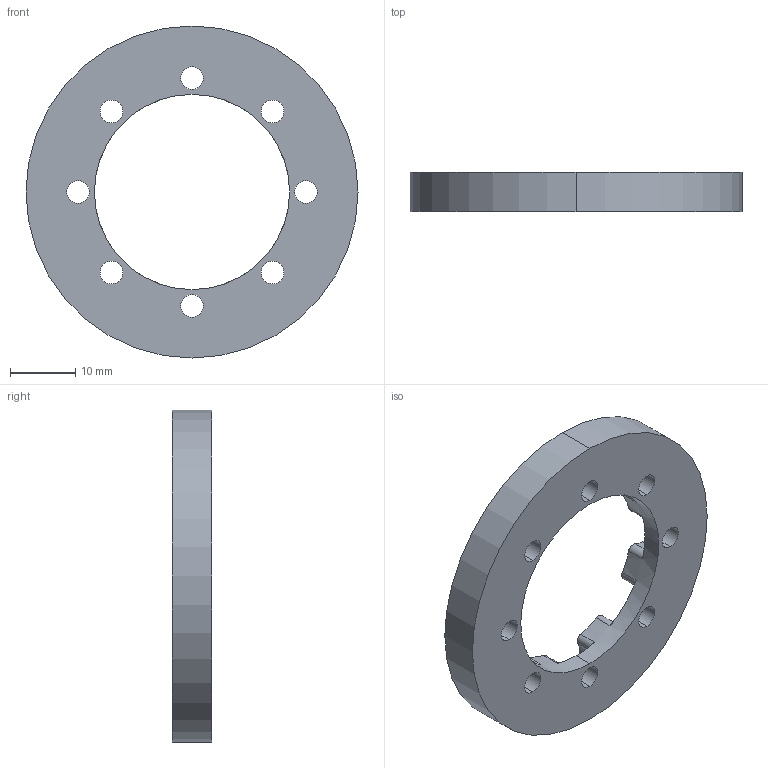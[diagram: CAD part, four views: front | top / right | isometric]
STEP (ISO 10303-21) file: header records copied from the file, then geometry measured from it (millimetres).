
FILE_DESCRIPTION (( 'STEP AP214' ), '1' );
FILE_NAME ('locking ring.STEP', '2025-02-24T23:00:25', ( '' ), ( '' ), 'SwSTEP 2.0', 'SolidWorks 2023', '' );
FILE_SCHEMA (( 'AUTOMOTIVE_DESIGN' ));
Length unit declared in the file: millimetre
Products named in the file (1): locking ring
Bounding box: 51 x 6 x 51 mm (x, y, z)
Volume: 6809.2 mm3; surface area: 4562.7 mm2
Topology: 1 solids, 1 shells, 65 faces, 189 edges, 126 vertices
Faces by surface type: cylinder 55, plane 10
Entity records: 2288 total; most frequent: DIRECTION 447, CARTESIAN_POINT 381, ORIENTED_EDGE 378, AXIS2_PLACEMENT_3D 192, EDGE_CURVE 189, VERTEX_POINT 126, CIRCLE 126, EDGE_LOOP 83
